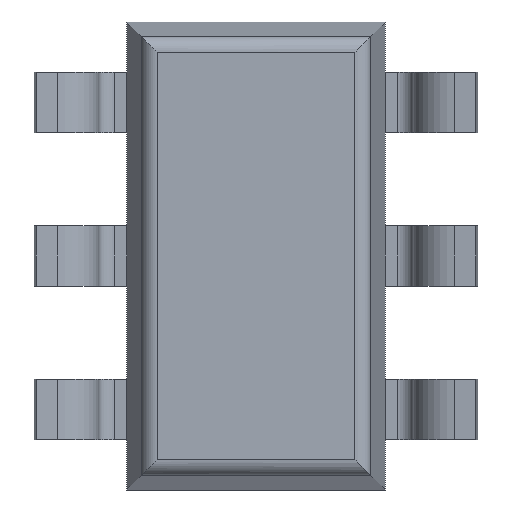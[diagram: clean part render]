
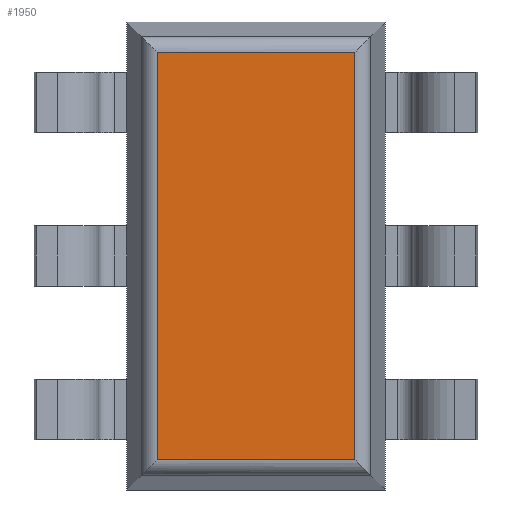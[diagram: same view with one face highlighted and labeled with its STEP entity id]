
A CAD part, front view. The second image highlights one B-rep face of the part: STEP entity #1950.
In plain terms, the highlighted planar face has unit normal (0, -1, 0).
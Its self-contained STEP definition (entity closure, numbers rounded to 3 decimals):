
#11 = EDGE_CURVE ( 'NONE', #817, #3097, #839, .T. ) ;
#55 = EDGE_CURVE ( 'NONE', #3097, #1990, #1052, .T. ) ;
#122 = DIRECTION ( 'NONE',  ( 0., -1., 0. ) ) ;
#227 = VERTEX_POINT ( 'NONE', #1456 ) ;
#238 = CARTESIAN_POINT ( 'NONE',  ( 0., 0.1, -1.263 ) ) ;
#281 = DIRECTION ( 'NONE',  ( 0., 0., -1. ) ) ;
#542 = VECTOR ( 'NONE', #2978, 1000. ) ;
#665 = PLANE ( 'NONE',  #1010 ) ;
#764 = DIRECTION ( 'NONE',  ( 1., 0., 0. ) ) ;
#766 = CARTESIAN_POINT ( 'NONE',  ( 0., 0.1, 1.263 ) ) ;
#817 = VERTEX_POINT ( 'NONE', #2253 ) ;
#839 = LINE ( 'NONE', #766, #542 ) ;
#1005 = CARTESIAN_POINT ( 'NONE',  ( -0.613, 0.1, 1.263 ) ) ;
#1010 = AXIS2_PLACEMENT_3D ( 'NONE', #1472, #122, #2000 ) ;
#1052 = LINE ( 'NONE', #1644, #1339 ) ;
#1147 = LINE ( 'NONE', #3022, #3282 ) ;
#1230 = FACE_OUTER_BOUND ( 'NONE', #2800, .T. ) ;
#1295 = LINE ( 'NONE', #238, #3008 ) ;
#1339 = VECTOR ( 'NONE', #281, 1000. ) ;
#1456 = CARTESIAN_POINT ( 'NONE',  ( 0.613, 0.1, -1.263 ) ) ;
#1472 = CARTESIAN_POINT ( 'NONE',  ( 0., 0.1, 0. ) ) ;
#1644 = CARTESIAN_POINT ( 'NONE',  ( -0.613, 0.1, 0. ) ) ;
#1717 = ORIENTED_EDGE ( 'NONE', *, *, #55, .T. ) ;
#1724 = CARTESIAN_POINT ( 'NONE',  ( -0.613, 0.1, -1.263 ) ) ;
#1827 = EDGE_CURVE ( 'NONE', #1990, #227, #1295, .T. ) ;
#1950 = ADVANCED_FACE ( 'NONE', ( #1230 ), #665, .T. ) ;
#1990 = VERTEX_POINT ( 'NONE', #1724 ) ;
#2000 = DIRECTION ( 'NONE',  ( 0., 0., -1. ) ) ;
#2253 = CARTESIAN_POINT ( 'NONE',  ( 0.613, 0.1, 1.263 ) ) ;
#2283 = EDGE_CURVE ( 'NONE', #227, #817, #1147, .T. ) ;
#2332 = ORIENTED_EDGE ( 'NONE', *, *, #1827, .T. ) ;
#2751 = DIRECTION ( 'NONE',  ( 0., 0., 1. ) ) ;
#2786 = ORIENTED_EDGE ( 'NONE', *, *, #11, .T. ) ;
#2800 = EDGE_LOOP ( 'NONE', ( #2804, #2786, #1717, #2332 ) ) ;
#2804 = ORIENTED_EDGE ( 'NONE', *, *, #2283, .T. ) ;
#2978 = DIRECTION ( 'NONE',  ( -1., 0., 0. ) ) ;
#3008 = VECTOR ( 'NONE', #764, 1000. ) ;
#3022 = CARTESIAN_POINT ( 'NONE',  ( 0.613, 0.1, 0. ) ) ;
#3097 = VERTEX_POINT ( 'NONE', #1005 ) ;
#3282 = VECTOR ( 'NONE', #2751, 1000. ) ;
